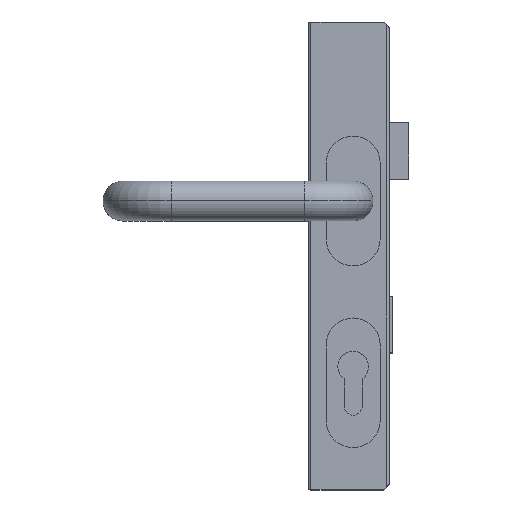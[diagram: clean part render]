
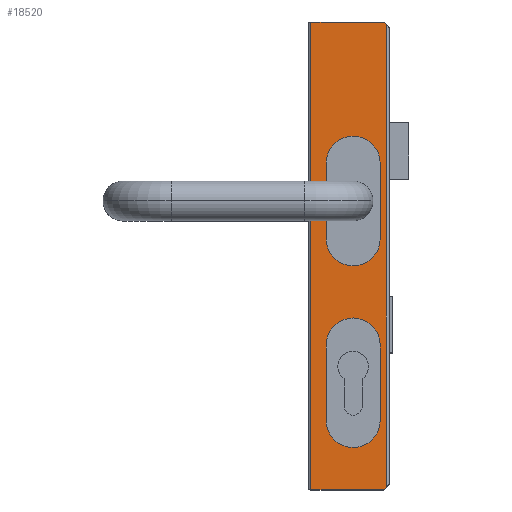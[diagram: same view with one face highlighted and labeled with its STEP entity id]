
A CAD part, top view. The second image highlights one B-rep face of the part: STEP entity #18520.
In plain terms, the highlighted planar face has unit normal (0, 0, 1).
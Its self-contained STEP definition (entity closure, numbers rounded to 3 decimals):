
#16860=CARTESIAN_POINT('',(0.,0.,0.));
#16870=DIRECTION('',(0.,0.,1.));
#16880=DIRECTION('',(1.,0.,0.));
#16890=AXIS2_PLACEMENT_3D('',#16860,#16870,#16880);
#16900=PLANE('',#16890);
#16910=CARTESIAN_POINT('',(122.5,25.,0.));
#16920=DIRECTION('',(0.,0.,1.));
#16930=DIRECTION('',(1.,0.,0.));
#16940=AXIS2_PLACEMENT_3D('',#16910,#16920,#16930);
#16950=CIRCLE('',#16940,2.5);
#16960=CARTESIAN_POINT('',(125.,25.,0.));
#16970=VERTEX_POINT('',#16960);
#16980=CARTESIAN_POINT('',(120.,25.,0.));
#16990=VERTEX_POINT('',#16980);
#17000=EDGE_CURVE('',#16970,#16990,#16950,.T.);
#17010=ORIENTED_EDGE('',*,*,#17000,.F.);
#17020=EDGE_CURVE('',#16990,#16970,#16950,.T.);
#17030=ORIENTED_EDGE('',*,*,#17020,.F.);
#17040=EDGE_LOOP('',(#17030,#17010));
#17050=FACE_BOUND('',#17040,.T.);
#17060=CARTESIAN_POINT('',(97.5,25.,0.));
#17070=DIRECTION('',(0.,0.,1.));
#17080=DIRECTION('',(1.,0.,0.));
#17090=AXIS2_PLACEMENT_3D('',#17060,#17070,#17080);
#17100=CIRCLE('',#17090,14.);
#17110=CARTESIAN_POINT('',(111.5,25.,0.));
#17120=VERTEX_POINT('',#17110);
#17130=CARTESIAN_POINT('',(83.5,25.,0.));
#17140=VERTEX_POINT('',#17130);
#17150=EDGE_CURVE('',#17120,#17140,#17100,.T.);
#17160=ORIENTED_EDGE('',*,*,#17150,.F.);
#17170=EDGE_CURVE('',#17140,#17120,#17100,.T.);
#17180=ORIENTED_EDGE('',*,*,#17170,.F.);
#17190=EDGE_LOOP('',(#17180,#17160));
#17200=FACE_BOUND('',#17190,.T.);
#17210=CARTESIAN_POINT('',(72.5,25.,0.));
#17220=DIRECTION('',(0.,0.,1.));
#17230=DIRECTION('',(1.,0.,0.));
#17240=AXIS2_PLACEMENT_3D('',#17210,#17220,#17230);
#17250=CIRCLE('',#17240,2.5);
#17260=CARTESIAN_POINT('',(75.,25.,0.));
#17270=VERTEX_POINT('',#17260);
#17280=CARTESIAN_POINT('',(70.,25.,0.));
#17290=VERTEX_POINT('',#17280);
#17300=EDGE_CURVE('',#17270,#17290,#17250,.T.);
#17310=ORIENTED_EDGE('',*,*,#17300,.F.);
#17320=EDGE_CURVE('',#17290,#17270,#17250,.T.);
#17330=ORIENTED_EDGE('',*,*,#17320,.F.);
#17340=EDGE_LOOP('',(#17330,#17310));
#17350=FACE_BOUND('',#17340,.T.);
#17360=CARTESIAN_POINT('',(173.5,25.,0.));
#17370=DIRECTION('',(0.,0.,1.));
#17380=DIRECTION('',(1.,0.,0.));
#17390=AXIS2_PLACEMENT_3D('',#17360,#17370,#17380);
#17400=CIRCLE('',#17390,2.5);
#17410=CARTESIAN_POINT('',(176.,25.,0.));
#17420=VERTEX_POINT('',#17410);
#17430=CARTESIAN_POINT('',(171.,25.,0.));
#17440=VERTEX_POINT('',#17430);
#17450=EDGE_CURVE('',#17420,#17440,#17400,.T.);
#17460=ORIENTED_EDGE('',*,*,#17450,.F.);
#17470=EDGE_CURVE('',#17440,#17420,#17400,.T.);
#17480=ORIENTED_EDGE('',*,*,#17470,.F.);
#17490=EDGE_LOOP('',(#17480,#17460));
#17500=FACE_BOUND('',#17490,.T.);
#17510=CARTESIAN_POINT('',(223.5,25.,0.));
#17520=DIRECTION('',(0.,0.,1.));
#17530=DIRECTION('',(1.,0.,0.));
#17540=AXIS2_PLACEMENT_3D('',#17510,#17520,#17530);
#17550=CIRCLE('',#17540,2.5);
#17560=CARTESIAN_POINT('',(226.,25.,0.));
#17570=VERTEX_POINT('',#17560);
#17580=CARTESIAN_POINT('',(221.,25.,0.));
#17590=VERTEX_POINT('',#17580);
#17600=EDGE_CURVE('',#17570,#17590,#17550,.T.);
#17610=ORIENTED_EDGE('',*,*,#17600,.F.);
#17620=EDGE_CURVE('',#17590,#17570,#17550,.T.);
#17630=ORIENTED_EDGE('',*,*,#17620,.F.);
#17640=EDGE_LOOP('',(#17630,#17610));
#17650=FACE_BOUND('',#17640,.T.);
#17660=CARTESIAN_POINT('',(0.,16.,0.));
#17670=DIRECTION('',(-1.,0.,0.));
#17680=VECTOR('',#17670,1.);
#17690=LINE('',#17660,#17680);
#17700=CARTESIAN_POINT('',(207.5,16.,0.));
#17710=VERTEX_POINT('',#17700);
#17720=CARTESIAN_POINT('',(189.5,16.,0.));
#17730=VERTEX_POINT('',#17720);
#17740=EDGE_CURVE('',#17710,#17730,#17690,.T.);
#17750=ORIENTED_EDGE('',*,*,#17740,.T.);
#17760=CARTESIAN_POINT('',(207.5,25.,0.));
#17770=DIRECTION('',(0.,0.,1.));
#17780=DIRECTION('',(1.,0.,0.));
#17790=AXIS2_PLACEMENT_3D('',#17760,#17770,#17780);
#17800=CIRCLE('',#17790,9.);
#17810=CARTESIAN_POINT('',(207.5,34.,0.));
#17820=VERTEX_POINT('',#17810);
#17830=EDGE_CURVE('',#17710,#17820,#17800,.T.);
#17840=ORIENTED_EDGE('',*,*,#17830,.F.);
#17850=CARTESIAN_POINT('',(0.,34.,0.));
#17860=DIRECTION('',(1.,0.,0.));
#17870=VECTOR('',#17860,1.);
#17880=LINE('',#17850,#17870);
#17890=CARTESIAN_POINT('',(189.5,34.,0.));
#17900=VERTEX_POINT('',#17890);
#17910=EDGE_CURVE('',#17900,#17820,#17880,.T.);
#17920=ORIENTED_EDGE('',*,*,#17910,.T.);
#17930=CARTESIAN_POINT('',(189.5,25.,0.));
#17940=DIRECTION('',(0.,0.,1.));
#17950=DIRECTION('',(1.,0.,0.));
#17960=AXIS2_PLACEMENT_3D('',#17930,#17940,#17950);
#17970=CIRCLE('',#17960,9.);
#17980=EDGE_CURVE('',#17900,#17730,#17970,.T.);
#17990=ORIENTED_EDGE('',*,*,#17980,.F.);
#18000=EDGE_LOOP('',(#17990,#17920,#17840,#17750));
#18010=FACE_BOUND('',#18000,.T.);
#18020=CARTESIAN_POINT('',(300.,0.,0.));
#18030=DIRECTION('',(0.707,-0.707,0.));
#18040=VECTOR('',#18030,1.);
#18050=LINE('',#18020,#18040);
#18060=CARTESIAN_POINT('',(256.5,43.5,0.));
#18070=VERTEX_POINT('',#18060);
#18080=CARTESIAN_POINT('',(258.,42.,0.));
#18090=VERTEX_POINT('',#18080);
#18100=EDGE_CURVE('',#18070,#18090,#18050,.T.);
#18110=ORIENTED_EDGE('',*,*,#18100,.F.);
#18120=CARTESIAN_POINT('',(258.,0.,0.));
#18130=DIRECTION('',(0.,1.,0.));
#18140=VECTOR('',#18130,1.);
#18150=LINE('',#18120,#18140);
#18160=CARTESIAN_POINT('',(258.,1.5,0.));
#18170=VERTEX_POINT('',#18160);
#18180=EDGE_CURVE('',#18170,#18090,#18150,.T.);
#18190=ORIENTED_EDGE('',*,*,#18180,.T.);
#18200=CARTESIAN_POINT('',(0.,1.5,0.));
#18210=DIRECTION('',(1.,0.,0.));
#18220=VECTOR('',#18210,1.);
#18230=LINE('',#18200,#18220);
#18240=CARTESIAN_POINT('',(-2.,1.5,0.));
#18250=VERTEX_POINT('',#18240);
#18260=EDGE_CURVE('',#18250,#18170,#18230,.T.);
#18270=ORIENTED_EDGE('',*,*,#18260,.T.);
#18280=CARTESIAN_POINT('',(-2.,0.,0.));
#18290=DIRECTION('',(0.,-1.,0.));
#18300=VECTOR('',#18290,1.);
#18310=LINE('',#18280,#18300);
#18320=CARTESIAN_POINT('',(-2.,42.,0.));
#18330=VERTEX_POINT('',#18320);
#18340=EDGE_CURVE('',#18330,#18250,#18310,.T.);
#18350=ORIENTED_EDGE('',*,*,#18340,.T.);
#18360=CARTESIAN_POINT('',(-44.,0.,0.));
#18370=DIRECTION('',(0.707,0.707,0.));
#18380=VECTOR('',#18370,1.);
#18390=LINE('',#18360,#18380);
#18400=CARTESIAN_POINT('',(-0.5,43.5,0.));
#18410=VERTEX_POINT('',#18400);
#18420=EDGE_CURVE('',#18330,#18410,#18390,.T.);
#18430=ORIENTED_EDGE('',*,*,#18420,.F.);
#18440=CARTESIAN_POINT('',(0.,43.5,0.));
#18450=DIRECTION('',(-1.,0.,0.));
#18460=VECTOR('',#18450,1.);
#18470=LINE('',#18440,#18460);
#18480=EDGE_CURVE('',#18070,#18410,#18470,.T.);
#18490=ORIENTED_EDGE('',*,*,#18480,.T.);
#18500=EDGE_LOOP('',(#18490,#18430,#18350,#18270,#18190,#18110));
#18510=FACE_OUTER_BOUND('',#18500,.T.);
#18520=ADVANCED_FACE('',(#17050,#17200,#17350,#17500,#17650,#18010,
#18510),#16900,.T.);
